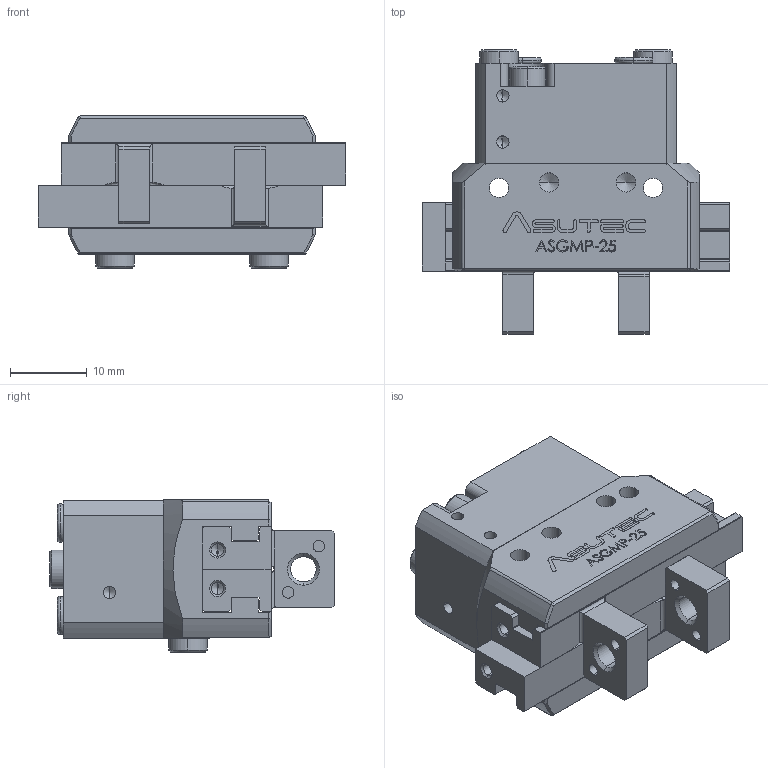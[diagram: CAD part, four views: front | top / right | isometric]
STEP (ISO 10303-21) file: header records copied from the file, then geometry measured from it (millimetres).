
FILE_DESCRIPTION (( 'STEP AP203' ), '1' );
FILE_NAME ('ASGMP-25.STEP', '2019-03-03T08:03:05', ( '' ), ( '' ), 'SwSTEP 2.0', 'SolidWorks 2015', '' );
FILE_SCHEMA (( 'CONFIG_CONTROL_DESIGN' ));
Length unit declared in the file: millimetre
Products named in the file (1): ASGMP-25
Bounding box: 40 x 36.95 x 19.75 mm (x, y, z)
Volume: 14251.3 mm3; surface area: 8893.6 mm2
Topology: 3 solids, 11 shells, 644 faces, 1652 edges, 1050 vertices
Faces by surface type: plane 270, cylinder 196, bspline 90, cone 88
Entity records: 23600 total; most frequent: CARTESIAN_POINT 8401, ORIENTED_EDGE 3252, DIRECTION 2919, EDGE_CURVE 1626, VERTEX_POINT 1050, AXIS2_PLACEMENT_3D 988, VECTOR 943, LINE 943
